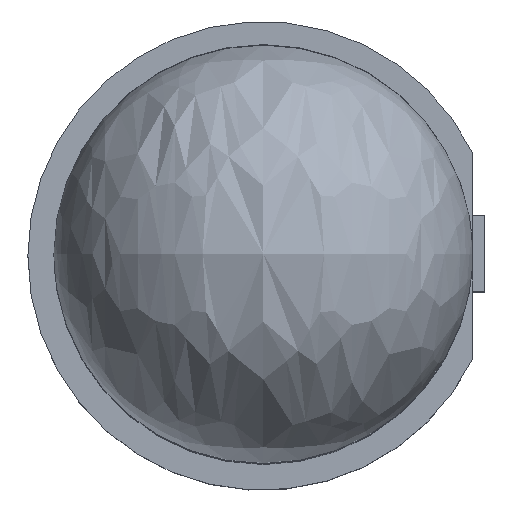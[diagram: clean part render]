
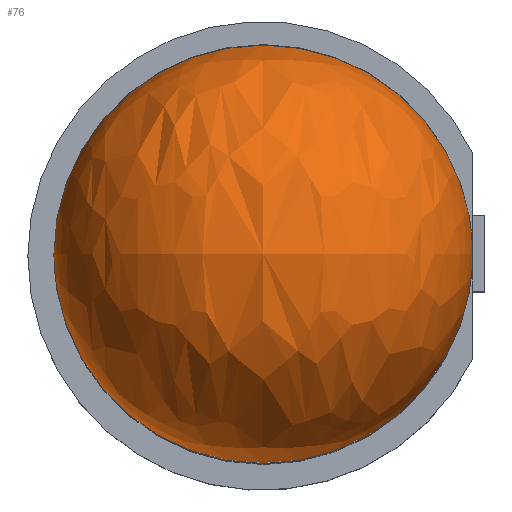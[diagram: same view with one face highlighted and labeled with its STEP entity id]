
A CAD part, top view. The second image highlights one B-rep face of the part: STEP entity #76.
In plain terms, the highlighted free-form (B-spline) face has degree [3, 3] with [4, 4] control points.
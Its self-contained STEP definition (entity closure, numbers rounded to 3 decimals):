
#7 = EDGE_CURVE ( 'NONE', #1016, #1416, #1345, .T. ) ;
#10 = CARTESIAN_POINT ( 'NONE',  ( -0.211, 0.004, 3.5 ) ) ;
#32 = CARTESIAN_POINT ( 'NONE',  ( 2.739, 2.954, 3.5 ) ) ;
#59 = DIRECTION ( 'NONE',  ( 1., 0., 0. ) ) ;
#76 = ADVANCED_FACE ( 'NONE', ( #888 ), #211, .T. ) ;
#211 =( BOUNDED_SURFACE ( )  B_SPLINE_SURFACE ( 3, 3, ( 
 ( #710, #594, #595, #679 ),
 ( #32, #904, #752, #339 ),
 ( #1112, #448, #1222, #559 ),
 ( #1325, #673, #10, #793 ) ),
 .UNSPECIFIED., .F., .F., .T. ) 
 B_SPLINE_SURFACE_WITH_KNOTS ( ( 4, 4 ),
 ( 4, 4 ),
 ( 0., 1. ),
 ( 0., 1. ),
 .UNSPECIFIED. ) 
 GEOMETRIC_REPRESENTATION_ITEM ( )  RATIONAL_B_SPLINE_SURFACE ( (
 ( 1., 0.333, 0.333, 1.),
 ( 0.333, 0.111, 0.111, 0.333),
 ( 0.333, 0.111, 0.111, 0.333),
 ( 1., 0.333, 0.333, 1.) ) ) 
 REPRESENTATION_ITEM ( '' )  SURFACE ( )  );
#213 = ORIENTED_EDGE ( 'NONE', *, *, #7, .T. ) ;
#320 = CARTESIAN_POINT ( 'NONE',  ( 1.264, 0.004, 3.5 ) ) ;
#339 = CARTESIAN_POINT ( 'NONE',  ( 2.739, -2.946, 3.5 ) ) ;
#435 = DIRECTION ( 'NONE',  ( 0., 0., 1. ) ) ;
#448 = CARTESIAN_POINT ( 'NONE',  ( -0.211, 2.954, 9.4 ) ) ;
#533 = DIRECTION ( 'NONE',  ( 1., 0., 0. ) ) ;
#543 = EDGE_LOOP ( 'NONE', ( #1106, #213 ) ) ;
#559 = CARTESIAN_POINT ( 'NONE',  ( -0.211, -2.946, 3.5 ) ) ;
#593 = AXIS2_PLACEMENT_3D ( 'NONE', #1373, #723, #59 ) ;
#594 = CARTESIAN_POINT ( 'NONE',  ( 2.739, 0.004, 3.5 ) ) ;
#595 = CARTESIAN_POINT ( 'NONE',  ( 2.739, 0.004, 3.5 ) ) ;
#611 = CARTESIAN_POINT ( 'NONE',  ( 2.739, 0.004, 3.5 ) ) ;
#673 = CARTESIAN_POINT ( 'NONE',  ( -0.211, 0.004, 3.5 ) ) ;
#679 = CARTESIAN_POINT ( 'NONE',  ( 2.739, 0.004, 3.5 ) ) ;
#710 = CARTESIAN_POINT ( 'NONE',  ( 2.739, 0.004, 3.5 ) ) ;
#723 = DIRECTION ( 'NONE',  ( 0., 0., -1. ) ) ;
#752 = CARTESIAN_POINT ( 'NONE',  ( 2.739, -2.946, 9.4 ) ) ;
#793 = CARTESIAN_POINT ( 'NONE',  ( -0.211, 0.004, 3.5 ) ) ;
#888 = FACE_OUTER_BOUND ( 'NONE', #543, .T. ) ;
#904 = CARTESIAN_POINT ( 'NONE',  ( 2.739, 2.954, 9.4 ) ) ;
#919 = CIRCLE ( 'NONE', #593, 1.475 ) ;
#1000 = EDGE_CURVE ( 'NONE', #1016, #1416, #919, .T. ) ;
#1016 = VERTEX_POINT ( 'NONE', #611 ) ;
#1106 = ORIENTED_EDGE ( 'NONE', *, *, #1000, .F. ) ;
#1112 = CARTESIAN_POINT ( 'NONE',  ( -0.211, 2.954, 3.5 ) ) ;
#1222 = CARTESIAN_POINT ( 'NONE',  ( -0.211, -2.946, 9.4 ) ) ;
#1297 = CARTESIAN_POINT ( 'NONE',  ( -0.211, 0.004, 3.5 ) ) ;
#1325 = CARTESIAN_POINT ( 'NONE',  ( -0.211, 0.004, 3.5 ) ) ;
#1345 = CIRCLE ( 'NONE', #1349, 1.475 ) ;
#1349 = AXIS2_PLACEMENT_3D ( 'NONE', #320, #435, #533 ) ;
#1373 = CARTESIAN_POINT ( 'NONE',  ( 1.264, 0.004, 3.5 ) ) ;
#1416 = VERTEX_POINT ( 'NONE', #1297 ) ;
